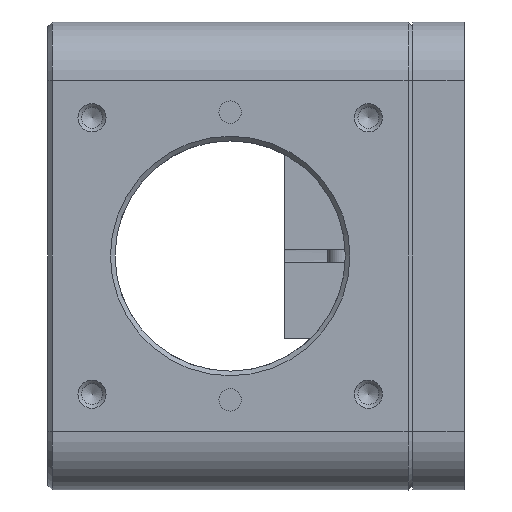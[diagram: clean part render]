
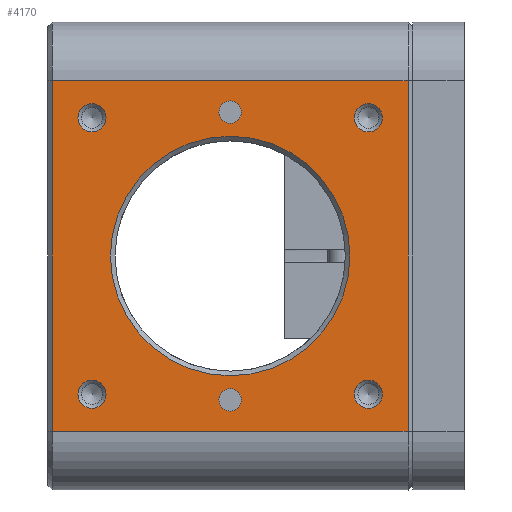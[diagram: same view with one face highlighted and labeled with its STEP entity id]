
A CAD part, left-side view. The second image highlights one B-rep face of the part: STEP entity #4170.
In plain terms, the highlighted planar face has unit normal (-1, 0, 0).
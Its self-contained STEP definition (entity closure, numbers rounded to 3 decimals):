
#85 = FACE_BOUND ( 'NONE', #851, .T. ) ;
#129 = CARTESIAN_POINT ( 'NONE',  ( -25.4, 44.7, 25.4 ) ) ;
#224 = CARTESIAN_POINT ( 'NONE',  ( -25.4, 40.4, -13.476 ) ) ;
#227 = LINE ( 'NONE', #4213, #3785 ) ;
#269 = DIRECTION ( 'NONE',  ( 0., -1., 0. ) ) ;
#273 = CARTESIAN_POINT ( 'NONE',  ( -25.4, 25.4, 16.84 ) ) ;
#279 = DIRECTION ( 'NONE',  ( -1., 0., 0. ) ) ;
#384 = DIRECTION ( 'NONE',  ( 0., 0., 1. ) ) ;
#401 = EDGE_LOOP ( 'NONE', ( #1172, #2325, #2383, #2814 ) ) ;
#527 = CARTESIAN_POINT ( 'NONE',  ( -25.4, 25.4, 13. ) ) ;
#550 = AXIS2_PLACEMENT_3D ( 'NONE', #4761, #756, #5733 ) ;
#552 = ORIENTED_EDGE ( 'NONE', *, *, #1937, .F. ) ;
#553 = EDGE_CURVE ( 'NONE', #2382, #2382, #5209, .T. ) ;
#563 = EDGE_CURVE ( 'NONE', #5571, #2150, #3070, .T. ) ;
#565 = CARTESIAN_POINT ( 'NONE',  ( -25.4, 10.4, -13.476 ) ) ;
#592 = VERTEX_POINT ( 'NONE', #565 ) ;
#611 = FACE_BOUND ( 'NONE', #3877, .T. ) ;
#740 = CARTESIAN_POINT ( 'NONE',  ( -25.4, 44.7, 19.05 ) ) ;
#756 = DIRECTION ( 'NONE',  ( -1., 0., 0. ) ) ;
#804 = EDGE_CURVE ( 'NONE', #4965, #4965, #963, .T. ) ;
#821 = EDGE_CURVE ( 'NONE', #592, #592, #5940, .T. ) ;
#851 = EDGE_LOOP ( 'NONE', ( #6284 ) ) ;
#963 = CIRCLE ( 'NONE', #1684, 13. ) ;
#985 = EDGE_LOOP ( 'NONE', ( #4452 ) ) ;
#989 = DIRECTION ( 'NONE',  ( 1., 0., 0. ) ) ;
#1024 = EDGE_CURVE ( 'NONE', #4294, #6152, #1562, .T. ) ;
#1047 = PLANE ( 'NONE',  #1980 ) ;
#1081 = DIRECTION ( 'NONE',  ( 0., 0., 1. ) ) ;
#1172 = ORIENTED_EDGE ( 'NONE', *, *, #1024, .T. ) ;
#1175 = FACE_BOUND ( 'NONE', #5869, .T. ) ;
#1369 = CARTESIAN_POINT ( 'NONE',  ( -25.4, 10.4, -15. ) ) ;
#1382 = CIRCLE ( 'NONE', #550, 1.524 ) ;
#1562 = LINE ( 'NONE', #2027, #4704 ) ;
#1586 = AXIS2_PLACEMENT_3D ( 'NONE', #2261, #1795, #5338 ) ;
#1684 = AXIS2_PLACEMENT_3D ( 'NONE', #2368, #989, #6298 ) ;
#1766 = AXIS2_PLACEMENT_3D ( 'NONE', #4631, #279, #5635 ) ;
#1773 = ORIENTED_EDGE ( 'NONE', *, *, #553, .F. ) ;
#1795 = DIRECTION ( 'NONE',  ( -1., 0., 0. ) ) ;
#1814 = CARTESIAN_POINT ( 'NONE',  ( -25.4, 44.7, -19.05 ) ) ;
#1823 = CARTESIAN_POINT ( 'NONE',  ( -25.4, 45.2, 19.05 ) ) ;
#1849 = LINE ( 'NONE', #1823, #3040 ) ;
#1868 = CARTESIAN_POINT ( 'NONE',  ( -25.4, 10.4, 16.524 ) ) ;
#1905 = EDGE_CURVE ( 'NONE', #4294, #2150, #227, .T. ) ;
#1920 = EDGE_LOOP ( 'NONE', ( #3315 ) ) ;
#1937 = EDGE_CURVE ( 'NONE', #5666, #5666, #1382, .T. ) ;
#1980 = AXIS2_PLACEMENT_3D ( 'NONE', #4534, #2599, #4596 ) ;
#2027 = CARTESIAN_POINT ( 'NONE',  ( -25.4, 6.1, 25.4 ) ) ;
#2150 = VERTEX_POINT ( 'NONE', #1814 ) ;
#2261 = CARTESIAN_POINT ( 'NONE',  ( -25.4, 25.4, 15.62 ) ) ;
#2325 = ORIENTED_EDGE ( 'NONE', *, *, #5989, .F. ) ;
#2329 = VERTEX_POINT ( 'NONE', #273 ) ;
#2368 = CARTESIAN_POINT ( 'NONE',  ( -25.4, 25.4, 0. ) ) ;
#2382 = VERTEX_POINT ( 'NONE', #1868 ) ;
#2383 = ORIENTED_EDGE ( 'NONE', *, *, #563, .T. ) ;
#2599 = DIRECTION ( 'NONE',  ( 1., 0., 0. ) ) ;
#2814 = ORIENTED_EDGE ( 'NONE', *, *, #1905, .F. ) ;
#2882 = EDGE_CURVE ( 'NONE', #3265, #3265, #3745, .T. ) ;
#2914 = DIRECTION ( 'NONE',  ( 0., 0., -1. ) ) ;
#2925 = ORIENTED_EDGE ( 'NONE', *, *, #4025, .F. ) ;
#3029 = FACE_BOUND ( 'NONE', #1920, .T. ) ;
#3040 = VECTOR ( 'NONE', #269, 1000. ) ;
#3070 = LINE ( 'NONE', #129, #5828 ) ;
#3161 = FACE_BOUND ( 'NONE', #985, .T. ) ;
#3265 = VERTEX_POINT ( 'NONE', #5247 ) ;
#3315 = ORIENTED_EDGE ( 'NONE', *, *, #821, .F. ) ;
#3745 = CIRCLE ( 'NONE', #1766, 1.524 ) ;
#3785 = VECTOR ( 'NONE', #6179, 1000. ) ;
#3874 = AXIS2_PLACEMENT_3D ( 'NONE', #1369, #4433, #6406 ) ;
#3877 = EDGE_LOOP ( 'NONE', ( #5284 ) ) ;
#3896 = CARTESIAN_POINT ( 'NONE',  ( -25.4, 25.4, -15.62 ) ) ;
#4025 = EDGE_CURVE ( 'NONE', #6381, #6381, #4162, .T. ) ;
#4110 = FACE_OUTER_BOUND ( 'NONE', #401, .T. ) ;
#4162 = CIRCLE ( 'NONE', #4257, 1.22 ) ;
#4170 = ADVANCED_FACE ( 'NONE', ( #4110, #3029, #5081, #611, #1175, #85, #3161, #4627 ), #1047, .F. ) ;
#4213 = CARTESIAN_POINT ( 'NONE',  ( -25.4, 45.2, -19.05 ) ) ;
#4257 = AXIS2_PLACEMENT_3D ( 'NONE', #3896, #5956, #384 ) ;
#4294 = VERTEX_POINT ( 'NONE', #4816 ) ;
#4433 = DIRECTION ( 'NONE',  ( -1., 0., 0. ) ) ;
#4452 = ORIENTED_EDGE ( 'NONE', *, *, #5559, .F. ) ;
#4534 = CARTESIAN_POINT ( 'NONE',  ( -25.4, 45.2, 25.4 ) ) ;
#4564 = EDGE_LOOP ( 'NONE', ( #2925 ) ) ;
#4596 = DIRECTION ( 'NONE',  ( 0., 1., 0. ) ) ;
#4602 = DIRECTION ( 'NONE',  ( 0., 0., 1. ) ) ;
#4627 = FACE_BOUND ( 'NONE', #4564, .T. ) ;
#4631 = CARTESIAN_POINT ( 'NONE',  ( -25.4, 40.4, 15. ) ) ;
#4704 = VECTOR ( 'NONE', #1081, 1000. ) ;
#4761 = CARTESIAN_POINT ( 'NONE',  ( -25.4, 40.4, -15. ) ) ;
#4816 = CARTESIAN_POINT ( 'NONE',  ( -25.4, 6.1, -19.05 ) ) ;
#4965 = VERTEX_POINT ( 'NONE', #527 ) ;
#5057 = DIRECTION ( 'NONE',  ( -1., 0., 0. ) ) ;
#5081 = FACE_BOUND ( 'NONE', #5524, .T. ) ;
#5209 = CIRCLE ( 'NONE', #5628, 1.524 ) ;
#5247 = CARTESIAN_POINT ( 'NONE',  ( -25.4, 40.4, 16.524 ) ) ;
#5284 = ORIENTED_EDGE ( 'NONE', *, *, #2882, .F. ) ;
#5338 = DIRECTION ( 'NONE',  ( 0., 0., 1. ) ) ;
#5524 = EDGE_LOOP ( 'NONE', ( #1773 ) ) ;
#5559 = EDGE_CURVE ( 'NONE', #2329, #2329, #5630, .T. ) ;
#5571 = VERTEX_POINT ( 'NONE', #740 ) ;
#5628 = AXIS2_PLACEMENT_3D ( 'NONE', #6083, #5057, #4602 ) ;
#5630 = CIRCLE ( 'NONE', #1586, 1.22 ) ;
#5635 = DIRECTION ( 'NONE',  ( 0., 0., 1. ) ) ;
#5666 = VERTEX_POINT ( 'NONE', #224 ) ;
#5733 = DIRECTION ( 'NONE',  ( 0., 0., 1. ) ) ;
#5828 = VECTOR ( 'NONE', #2914, 1000. ) ;
#5863 = CARTESIAN_POINT ( 'NONE',  ( -25.4, 25.4, -14.4 ) ) ;
#5869 = EDGE_LOOP ( 'NONE', ( #552 ) ) ;
#5879 = CARTESIAN_POINT ( 'NONE',  ( -25.4, 6.1, 19.05 ) ) ;
#5940 = CIRCLE ( 'NONE', #3874, 1.524 ) ;
#5956 = DIRECTION ( 'NONE',  ( -1., 0., 0. ) ) ;
#5989 = EDGE_CURVE ( 'NONE', #5571, #6152, #1849, .T. ) ;
#6083 = CARTESIAN_POINT ( 'NONE',  ( -25.4, 10.4, 15. ) ) ;
#6152 = VERTEX_POINT ( 'NONE', #5879 ) ;
#6179 = DIRECTION ( 'NONE',  ( 0., 1., 0. ) ) ;
#6284 = ORIENTED_EDGE ( 'NONE', *, *, #804, .T. ) ;
#6298 = DIRECTION ( 'NONE',  ( 0., 0., 1. ) ) ;
#6381 = VERTEX_POINT ( 'NONE', #5863 ) ;
#6406 = DIRECTION ( 'NONE',  ( 0., 0., 1. ) ) ;
